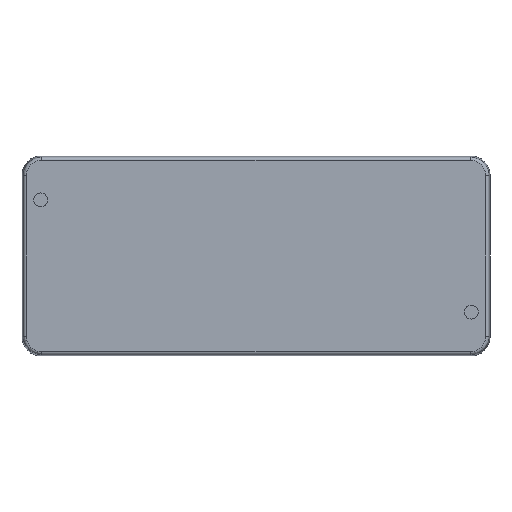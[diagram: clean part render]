
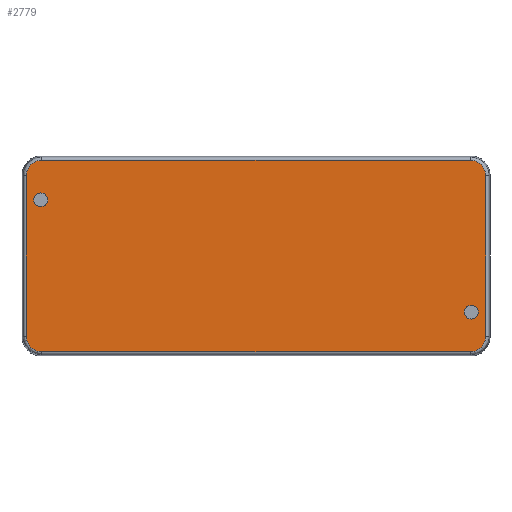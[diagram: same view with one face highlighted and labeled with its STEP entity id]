
A CAD part, front view. The second image highlights one B-rep face of the part: STEP entity #2779.
In plain terms, the highlighted planar face has unit normal (0, -1, 0).
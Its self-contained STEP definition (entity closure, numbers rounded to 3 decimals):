
#43=CARTESIAN_POINT('',(-69.,0.,18.));
#44=DIRECTION('',(0.,-1.,0.));
#45=DIRECTION('',(1.,0.,0.));
#46=AXIS2_PLACEMENT_3D('',#43,#44,#45);
#52=CARTESIAN_POINT('',(-69.,0.,18.));
#53=DIRECTION('',(0.,-1.,0.));
#54=DIRECTION('',(-1.,0.,0.));
#55=AXIS2_PLACEMENT_3D('',#52,#53,#54);
#60=CARTESIAN_POINT('',(69.,0.,-18.));
#61=DIRECTION('',(0.,-1.,0.));
#62=DIRECTION('',(-1.,0.,0.));
#63=AXIS2_PLACEMENT_3D('',#60,#61,#62);
#68=CARTESIAN_POINT('',(69.,0.,-18.));
#69=DIRECTION('',(0.,-1.,0.));
#70=DIRECTION('',(1.,0.,0.));
#71=AXIS2_PLACEMENT_3D('',#68,#69,#70);
#76=DIRECTION('',(-1.,0.,0.));
#77=VECTOR('',#76,137.303);
#78=CARTESIAN_POINT('',(68.651,0.,30.651));
#79=LINE('',#78,#77);
#83=CARTESIAN_POINT('',(73.651,0.,25.651));
#84=CARTESIAN_POINT('',(73.651,0.,26.03));
#85=CARTESIAN_POINT('',(73.567,0.,26.768));
#86=CARTESIAN_POINT('',(73.194,0.,27.839));
#87=CARTESIAN_POINT('',(72.593,0.,28.795));
#88=CARTESIAN_POINT('',(71.794,0.,29.594));
#89=CARTESIAN_POINT('',(70.838,0.,30.194));
#90=CARTESIAN_POINT('',(69.768,0.,30.567));
#91=CARTESIAN_POINT('',(69.03,0.,30.651));
#92=CARTESIAN_POINT('',(68.651,0.,30.651));
#97=DIRECTION('',(0.,0.,1.));
#98=VECTOR('',#97,51.303);
#99=CARTESIAN_POINT('',(73.651,0.,-25.651));
#100=LINE('',#99,#98);
#104=CARTESIAN_POINT('',(68.651,0.,
-30.651));
#105=CARTESIAN_POINT('',(69.03,0.,
-30.651));
#106=CARTESIAN_POINT('',(69.768,0.,
-30.567));
#107=CARTESIAN_POINT('',(70.839,0.,
-30.194));
#108=CARTESIAN_POINT('',(71.795,0.,
-29.593));
#109=CARTESIAN_POINT('',(72.594,0.,
-28.794));
#110=CARTESIAN_POINT('',(73.194,0.,
-27.838));
#111=CARTESIAN_POINT('',(73.567,0.,
-26.768));
#112=CARTESIAN_POINT('',(73.651,0.,
-26.03));
#113=CARTESIAN_POINT('',(73.651,0.,
-25.651));
#118=DIRECTION('',(1.,0.,0.));
#119=VECTOR('',#118,137.303);
#120=CARTESIAN_POINT('',(-68.651,0.,
-30.651));
#121=LINE('',#120,#119);
#125=CARTESIAN_POINT('',(-73.651,0.,
-25.651));
#126=CARTESIAN_POINT('',(-73.651,0.,
-26.03));
#127=CARTESIAN_POINT('',(-73.567,0.,
-26.768));
#128=CARTESIAN_POINT('',(-73.194,0.,
-27.839));
#129=CARTESIAN_POINT('',(-72.593,0.,
-28.795));
#130=CARTESIAN_POINT('',(-71.794,0.,
-29.594));
#131=CARTESIAN_POINT('',(-70.838,0.,
-30.194));
#132=CARTESIAN_POINT('',(-69.768,0.,
-30.567));
#133=CARTESIAN_POINT('',(-69.03,0.,
-30.651));
#134=CARTESIAN_POINT('',(-68.651,0.,
-30.651));
#139=DIRECTION('',(0.,0.,-1.));
#140=VECTOR('',#139,51.303);
#141=CARTESIAN_POINT('',(-73.651,0.,
25.651));
#142=LINE('',#141,#140);
#146=CARTESIAN_POINT('',(-68.651,0.,
30.651));
#147=CARTESIAN_POINT('',(-69.03,0.,
30.651));
#148=CARTESIAN_POINT('',(-69.768,0.,
30.567));
#149=CARTESIAN_POINT('',(-70.839,0.,
30.194));
#150=CARTESIAN_POINT('',(-71.795,0.,
29.593));
#151=CARTESIAN_POINT('',(-72.594,0.,
28.794));
#152=CARTESIAN_POINT('',(-73.194,0.,
27.838));
#153=CARTESIAN_POINT('',(-73.567,0.,
26.768));
#154=CARTESIAN_POINT('',(-73.651,0.,
26.03));
#155=CARTESIAN_POINT('',(-73.651,0.,
25.651));
#2398=CARTESIAN_POINT('',(-66.8,0.,18.));
#2399=CARTESIAN_POINT('',(-71.2,0.,18.));
#2400=VERTEX_POINT('',#2398);
#2401=VERTEX_POINT('',#2399);
#2406=CARTESIAN_POINT('',(66.8,0.,-18.));
#2407=CARTESIAN_POINT('',(71.2,0.,-18.));
#2408=VERTEX_POINT('',#2406);
#2409=VERTEX_POINT('',#2407);
#2448=CARTESIAN_POINT('',(68.651,0.,
30.651));
#2449=CARTESIAN_POINT('',(-68.651,0.,
30.651));
#2450=VERTEX_POINT('',#2448);
#2451=VERTEX_POINT('',#2449);
#2456=VERTEX_POINT('',#155);
#2458=CARTESIAN_POINT('',(-73.651,0.,
-25.651));
#2459=VERTEX_POINT('',#2458);
#2462=VERTEX_POINT('',#134);
#2464=CARTESIAN_POINT('',(68.651,0.,
-30.651));
#2465=VERTEX_POINT('',#2464);
#2468=VERTEX_POINT('',#113);
#2470=CARTESIAN_POINT('',(73.651,0.,
25.651));
#2471=VERTEX_POINT('',#2470);
#2744=CARTESIAN_POINT('',(0.,0.,0.));
#2745=DIRECTION('',(0.,1.,0.));
#2746=DIRECTION('',(1.,0.,0.));
#2747=AXIS2_PLACEMENT_3D('',#2744,#2745,#2746);
#2748=PLANE('',#2747);
#2750=ORIENTED_EDGE('',*,*,#2749,.F.);
#2752=ORIENTED_EDGE('',*,*,#2751,.F.);
#2754=ORIENTED_EDGE('',*,*,#2753,.F.);
#2756=ORIENTED_EDGE('',*,*,#2755,.F.);
#2758=ORIENTED_EDGE('',*,*,#2757,.F.);
#2760=ORIENTED_EDGE('',*,*,#2759,.F.);
#2762=ORIENTED_EDGE('',*,*,#2761,.F.);
#2764=ORIENTED_EDGE('',*,*,#2763,.F.);
#2765=EDGE_LOOP('',(#2750,#2752,#2754,#2756,#2758,#2760,#2762,#2764));
#2766=FACE_OUTER_BOUND('',#2765,.F.);
#2768=ORIENTED_EDGE('',*,*,#2767,.T.);
#2770=ORIENTED_EDGE('',*,*,#2769,.T.);
#2771=EDGE_LOOP('',(#2768,#2770));
#2772=FACE_BOUND('',#2771,.F.);
#2774=ORIENTED_EDGE('',*,*,#2773,.T.);
#2776=ORIENTED_EDGE('',*,*,#2775,.T.);
#2777=EDGE_LOOP('',(#2774,#2776));
#2778=FACE_BOUND('',#2777,.F.);
#2779=ADVANCED_FACE('',(#2766,#2772,#2778),#2748,.F.);
#47=CIRCLE('',#46,2.2);
#56=CIRCLE('',#55,2.2);
#64=CIRCLE('',#63,2.2);
#72=CIRCLE('',#71,2.2);
#93=B_SPLINE_CURVE_WITH_KNOTS('',3,(#83,#84,#85,#86,#87,#88,#89,#90,#91,#92),
.UNSPECIFIED.,.F.,.F.,(4,1,1,1,1,1,1,4),(0.,0.143,
0.286,0.429,0.571,0.714,
0.857,1.),.UNSPECIFIED.);
#114=B_SPLINE_CURVE_WITH_KNOTS('',3,(#104,#105,#106,#107,#108,#109,#110,#111,
#112,#113),.UNSPECIFIED.,.F.,.F.,(4,1,1,1,1,1,1,4),(0.,0.143,
0.286,0.429,0.571,0.714,
0.857,1.),.UNSPECIFIED.);
#135=B_SPLINE_CURVE_WITH_KNOTS('',3,(#125,#126,#127,#128,#129,#130,#131,#132,
#133,#134),.UNSPECIFIED.,.F.,.F.,(4,1,1,1,1,1,1,4),(0.,0.143,
0.286,0.429,0.571,0.714,
0.857,1.),.UNSPECIFIED.);
#156=B_SPLINE_CURVE_WITH_KNOTS('',3,(#146,#147,#148,#149,#150,#151,#152,#153,
#154,#155),.UNSPECIFIED.,.F.,.F.,(4,1,1,1,1,1,1,4),(0.,0.143,
0.286,0.429,0.571,0.714,
0.857,1.),.UNSPECIFIED.);
#2749=EDGE_CURVE('',#2450,#2451,#79,.T.);
#2751=EDGE_CURVE('',#2471,#2450,#93,.T.);
#2753=EDGE_CURVE('',#2468,#2471,#100,.T.);
#2755=EDGE_CURVE('',#2465,#2468,#114,.T.);
#2757=EDGE_CURVE('',#2462,#2465,#121,.T.);
#2759=EDGE_CURVE('',#2459,#2462,#135,.T.);
#2761=EDGE_CURVE('',#2456,#2459,#142,.T.);
#2763=EDGE_CURVE('',#2451,#2456,#156,.T.);
#2767=EDGE_CURVE('',#2400,#2401,#47,.T.);
#2769=EDGE_CURVE('',#2401,#2400,#56,.T.);
#2773=EDGE_CURVE('',#2408,#2409,#64,.T.);
#2775=EDGE_CURVE('',#2409,#2408,#72,.T.);
